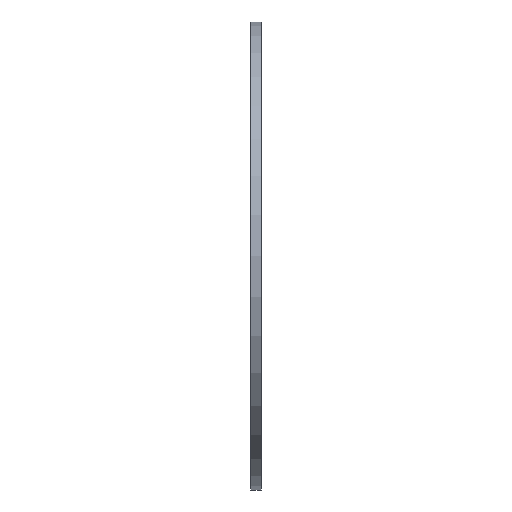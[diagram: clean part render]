
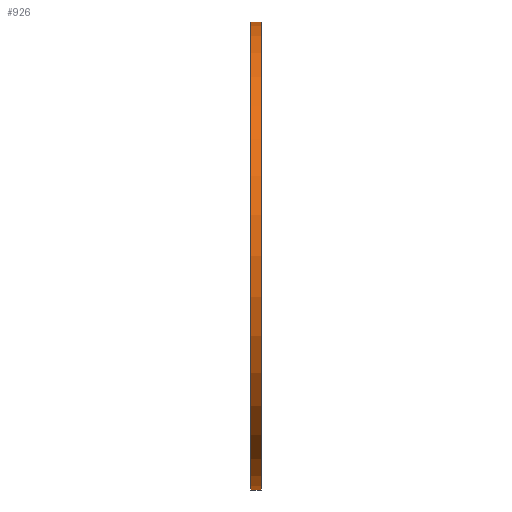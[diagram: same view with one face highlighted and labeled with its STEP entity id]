
A CAD part, front view. The second image highlights one B-rep face of the part: STEP entity #926.
In plain terms, the highlighted cylindrical face has radius 555.625 mm (diameter 1111.25 mm), a partial arc.
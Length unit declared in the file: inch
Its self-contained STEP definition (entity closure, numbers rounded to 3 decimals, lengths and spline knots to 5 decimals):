
#15 = ORIENTED_EDGE ( 'NONE', *, *, #228, .F. ) ;
#24 = ORIENTED_EDGE ( 'NONE', *, *, #717, .T. ) ;
#136 = VERTEX_POINT ( 'NONE', #1518 ) ;
#220 = AXIS2_PLACEMENT_3D ( 'NONE', #1420, #552, #1051 ) ;
#225 = LINE ( 'NONE', #471, #1241 ) ;
#228 = EDGE_CURVE ( 'NONE', #136, #490, #1209, .T. ) ;
#249 = CARTESIAN_POINT ( 'NONE',  ( 1., 0., 21.875 ) ) ;
#325 = AXIS2_PLACEMENT_3D ( 'NONE', #1129, #364, #1512 ) ;
#329 = DIRECTION ( 'NONE',  ( -1., 0., 0. ) ) ;
#364 = DIRECTION ( 'NONE',  ( -1., 0., 0. ) ) ;
#373 = VECTOR ( 'NONE', #797, 39.37008 ) ;
#401 = AXIS2_PLACEMENT_3D ( 'NONE', #941, #684, #1575 ) ;
#445 = ORIENTED_EDGE ( 'NONE', *, *, #1251, .F. ) ;
#448 = VERTEX_POINT ( 'NONE', #249 ) ;
#471 = CARTESIAN_POINT ( 'NONE',  ( 0., 0., 21.875 ) ) ;
#490 = VERTEX_POINT ( 'NONE', #767 ) ;
#552 = DIRECTION ( 'NONE',  ( -1., 0., 0. ) ) ;
#553 = CARTESIAN_POINT ( 'NONE',  ( 1., 0., -21.875 ) ) ;
#562 = FACE_OUTER_BOUND ( 'NONE', #1068, .T. ) ;
#684 = DIRECTION ( 'NONE',  ( -1., 0., 0. ) ) ;
#717 = EDGE_CURVE ( 'NONE', #448, #490, #225, .T. ) ;
#767 = CARTESIAN_POINT ( 'NONE',  ( 0.0625, 0., 21.875 ) ) ;
#797 = DIRECTION ( 'NONE',  ( -1., 0., 0. ) ) ;
#800 = ORIENTED_EDGE ( 'NONE', *, *, #1242, .T. ) ;
#825 = CYLINDRICAL_SURFACE ( 'NONE', #401, 21.875 ) ;
#846 = CIRCLE ( 'NONE', #325, 21.875 ) ;
#881 = LINE ( 'NONE', #1558, #373 ) ;
#926 = ADVANCED_FACE ( 'NONE', ( #562 ), #825, .T. ) ;
#941 = CARTESIAN_POINT ( 'NONE',  ( 0., 0., 0. ) ) ;
#1051 = DIRECTION ( 'NONE',  ( 0., 0., 1. ) ) ;
#1068 = EDGE_LOOP ( 'NONE', ( #445, #800, #24, #15 ) ) ;
#1129 = CARTESIAN_POINT ( 'NONE',  ( 1., 0., 0. ) ) ;
#1209 = CIRCLE ( 'NONE', #220, 21.875 ) ;
#1241 = VECTOR ( 'NONE', #329, 39.37008 ) ;
#1242 = EDGE_CURVE ( 'NONE', #1257, #448, #846, .T. ) ;
#1251 = EDGE_CURVE ( 'NONE', #1257, #136, #881, .T. ) ;
#1257 = VERTEX_POINT ( 'NONE', #553 ) ;
#1420 = CARTESIAN_POINT ( 'NONE',  ( 0.0625, 0., 0. ) ) ;
#1512 = DIRECTION ( 'NONE',  ( 0., 0., 1. ) ) ;
#1518 = CARTESIAN_POINT ( 'NONE',  ( 0.0625, 0., -21.875 ) ) ;
#1558 = CARTESIAN_POINT ( 'NONE',  ( 0., 0., -21.875 ) ) ;
#1575 = DIRECTION ( 'NONE',  ( 0., 0., 1. ) ) ;
